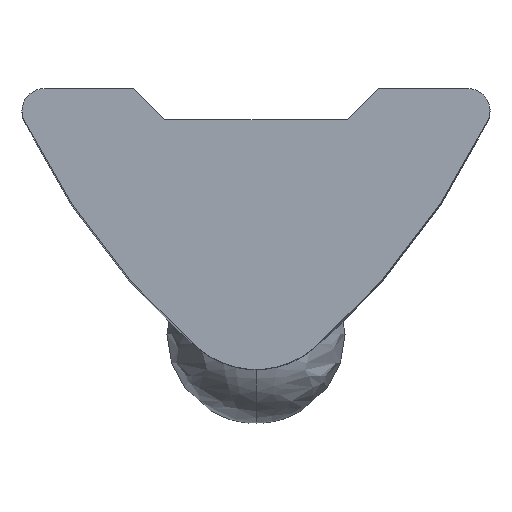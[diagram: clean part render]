
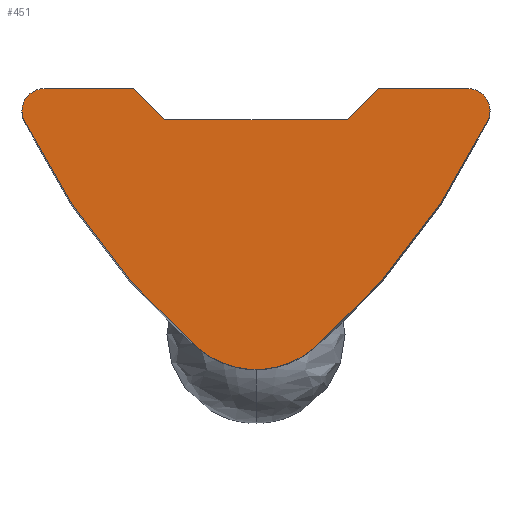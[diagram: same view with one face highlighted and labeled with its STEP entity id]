
A CAD part, top view. The second image highlights one B-rep face of the part: STEP entity #451.
In plain terms, the highlighted planar face has unit normal (0, 0, 1).
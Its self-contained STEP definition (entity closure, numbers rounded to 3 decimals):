
#9 = VERTEX_POINT ( 'NONE', #470 ) ;
#24 = AXIS2_PLACEMENT_3D ( 'NONE', #168, #472, #666 ) ;
#25 = CIRCLE ( 'NONE', #173, 16. ) ;
#55 = DIRECTION ( 'NONE',  ( -0.707, 0.707, 0. ) ) ;
#56 = PLANE ( 'NONE',  #632 ) ;
#72 = EDGE_CURVE ( 'NONE', #439, #738, #289, .T. ) ;
#77 = DIRECTION ( 'NONE',  ( -1., 0., 0. ) ) ;
#79 = DIRECTION ( 'NONE',  ( 0., 0., -1. ) ) ;
#85 = AXIS2_PLACEMENT_3D ( 'NONE', #199, #79, #325 ) ;
#87 = LINE ( 'NONE', #587, #266 ) ;
#96 = VERTEX_POINT ( 'NONE', #801 ) ;
#101 = EDGE_CURVE ( 'NONE', #531, #9, #241, .T. ) ;
#104 = DIRECTION ( 'NONE',  ( -1., 0., 0. ) ) ;
#105 = ORIENTED_EDGE ( 'NONE', *, *, #645, .T. ) ;
#111 = CARTESIAN_POINT ( 'NONE',  ( -5.25, -0.5, 8.5 ) ) ;
#113 = CARTESIAN_POINT ( 'NONE',  ( -2.75, 0., 8.5 ) ) ;
#147 = EDGE_LOOP ( 'NONE', ( #571, #601, #705, #612, #734, #105, #334, #219, #293, #492, #758 ) ) ;
#162 = CARTESIAN_POINT ( 'NONE',  ( 2.75, 0., 8.5 ) ) ;
#168 = CARTESIAN_POINT ( 'NONE',  ( 0., -4.3, 8.5 ) ) ;
#171 = VECTOR ( 'NONE', #245, 1000. ) ;
#173 = AXIS2_PLACEMENT_3D ( 'NONE', #788, #503, #511 ) ;
#176 = EDGE_CURVE ( 'NONE', #389, #365, #655, .T. ) ;
#178 = EDGE_CURVE ( 'NONE', #563, #738, #87, .T. ) ;
#180 = CARTESIAN_POINT ( 'NONE',  ( -4.75, -0.7, 8.5 ) ) ;
#197 = DIRECTION ( 'NONE',  ( 0., 0., -1. ) ) ;
#199 = CARTESIAN_POINT ( 'NONE',  ( -9.203, 6.25, 8.5 ) ) ;
#216 = DIRECTION ( 'NONE',  ( -0.707, -0.707, 0. ) ) ;
#219 = ORIENTED_EDGE ( 'NONE', *, *, #72, .F. ) ;
#224 = CARTESIAN_POINT ( 'NONE',  ( 5.2, -0.718, 8.5 ) ) ;
#239 = DIRECTION ( 'NONE',  ( 0., 0., -1. ) ) ;
#241 = LINE ( 'NONE', #180, #171 ) ;
#245 = DIRECTION ( 'NONE',  ( -1., 0., 0. ) ) ;
#246 = VERTEX_POINT ( 'NONE', #224 ) ;
#260 = CARTESIAN_POINT ( 'NONE',  ( -1.315, -5.807, 8.5 ) ) ;
#266 = VECTOR ( 'NONE', #644, 1000. ) ;
#274 = EDGE_CURVE ( 'NONE', #246, #389, #647, .T. ) ;
#289 = CIRCLE ( 'NONE', #741, 0.5 ) ;
#293 = ORIENTED_EDGE ( 'NONE', *, *, #670, .F. ) ;
#299 = CARTESIAN_POINT ( 'NONE',  ( -4.75, -0.5, 8.5 ) ) ;
#325 = DIRECTION ( 'NONE',  ( -1., 0., 0. ) ) ;
#334 = ORIENTED_EDGE ( 'NONE', *, *, #178, .T. ) ;
#342 = CIRCLE ( 'NONE', #385, 0.5 ) ;
#353 = DIRECTION ( 'NONE',  ( -1., 0., 0. ) ) ;
#358 = FACE_OUTER_BOUND ( 'NONE', #147, .T. ) ;
#361 = EDGE_CURVE ( 'NONE', #374, #606, #678, .T. ) ;
#365 = VERTEX_POINT ( 'NONE', #162 ) ;
#366 = CARTESIAN_POINT ( 'NONE',  ( -4.75, -0.5, 8.5 ) ) ;
#374 = VERTEX_POINT ( 'NONE', #662 ) ;
#385 = AXIS2_PLACEMENT_3D ( 'NONE', #366, #239, #353 ) ;
#389 = VERTEX_POINT ( 'NONE', #561 ) ;
#394 = VECTOR ( 'NONE', #77, 1000. ) ;
#423 = DIRECTION ( 'NONE',  ( 0., 0., 1. ) ) ;
#439 = VERTEX_POINT ( 'NONE', #111 ) ;
#451 = ADVANCED_FACE ( 'NONE', ( #358 ), #56, .T. ) ;
#470 = CARTESIAN_POINT ( 'NONE',  ( -2.05, -0.7, 8.5 ) ) ;
#472 = DIRECTION ( 'NONE',  ( 0., 0., -1. ) ) ;
#473 = VECTOR ( 'NONE', #216, 1000. ) ;
#477 = DIRECTION ( 'NONE',  ( 0., 0., 1. ) ) ;
#484 = AXIS2_PLACEMENT_3D ( 'NONE', #776, #477, #104 ) ;
#492 = ORIENTED_EDGE ( 'NONE', *, *, #752, .T. ) ;
#503 = DIRECTION ( 'NONE',  ( 0., 0., 1. ) ) ;
#511 = DIRECTION ( 'NONE',  ( -1., 0., 0. ) ) ;
#517 = CARTESIAN_POINT ( 'NONE',  ( -4.75, 0., 8.5 ) ) ;
#531 = VERTEX_POINT ( 'NONE', #690 ) ;
#540 = CARTESIAN_POINT ( 'NONE',  ( -4.75, 0., 8.5 ) ) ;
#548 = DIRECTION ( 'NONE',  ( 1., 0., 0. ) ) ;
#551 = CIRCLE ( 'NONE', #85, 16. ) ;
#561 = CARTESIAN_POINT ( 'NONE',  ( 4.75, 0., 8.5 ) ) ;
#562 = CARTESIAN_POINT ( 'NONE',  ( -4.75, -0.5, 8.5 ) ) ;
#563 = VERTEX_POINT ( 'NONE', #599 ) ;
#571 = ORIENTED_EDGE ( 'NONE', *, *, #610, .F. ) ;
#585 = LINE ( 'NONE', #779, #473 ) ;
#587 = CARTESIAN_POINT ( 'NONE',  ( -4.75, 0., 8.5 ) ) ;
#599 = CARTESIAN_POINT ( 'NONE',  ( -2.75, 0., 8.5 ) ) ;
#601 = ORIENTED_EDGE ( 'NONE', *, *, #274, .T. ) ;
#606 = VERTEX_POINT ( 'NONE', #260 ) ;
#610 = EDGE_CURVE ( 'NONE', #246, #374, #551, .T. ) ;
#612 = ORIENTED_EDGE ( 'NONE', *, *, #778, .T. ) ;
#620 = LINE ( 'NONE', #113, #771 ) ;
#632 = AXIS2_PLACEMENT_3D ( 'NONE', #299, #423, #548 ) ;
#644 = DIRECTION ( 'NONE',  ( -1., 0., 0. ) ) ;
#645 = EDGE_CURVE ( 'NONE', #9, #563, #620, .T. ) ;
#647 = CIRCLE ( 'NONE', #484, 0.5 ) ;
#655 = LINE ( 'NONE', #517, #394 ) ;
#662 = CARTESIAN_POINT ( 'NONE',  ( 1.315, -5.807, 8.5 ) ) ;
#666 = DIRECTION ( 'NONE',  ( -1., 0., 0. ) ) ;
#670 = EDGE_CURVE ( 'NONE', #96, #439, #342, .T. ) ;
#678 = CIRCLE ( 'NONE', #24, 2. ) ;
#683 = DIRECTION ( 'NONE',  ( -1., 0., 0. ) ) ;
#690 = CARTESIAN_POINT ( 'NONE',  ( 2.05, -0.7, 8.5 ) ) ;
#705 = ORIENTED_EDGE ( 'NONE', *, *, #176, .T. ) ;
#734 = ORIENTED_EDGE ( 'NONE', *, *, #101, .T. ) ;
#738 = VERTEX_POINT ( 'NONE', #540 ) ;
#741 = AXIS2_PLACEMENT_3D ( 'NONE', #562, #197, #683 ) ;
#752 = EDGE_CURVE ( 'NONE', #96, #606, #25, .T. ) ;
#758 = ORIENTED_EDGE ( 'NONE', *, *, #361, .F. ) ;
#771 = VECTOR ( 'NONE', #55, 1000. ) ;
#776 = CARTESIAN_POINT ( 'NONE',  ( 4.75, -0.5, 8.5 ) ) ;
#778 = EDGE_CURVE ( 'NONE', #365, #531, #585, .T. ) ;
#779 = CARTESIAN_POINT ( 'NONE',  ( 2.75, 0., 8.5 ) ) ;
#788 = CARTESIAN_POINT ( 'NONE',  ( 9.203, 6.25, 8.5 ) ) ;
#801 = CARTESIAN_POINT ( 'NONE',  ( -5.2, -0.718, 8.5 ) ) ;
